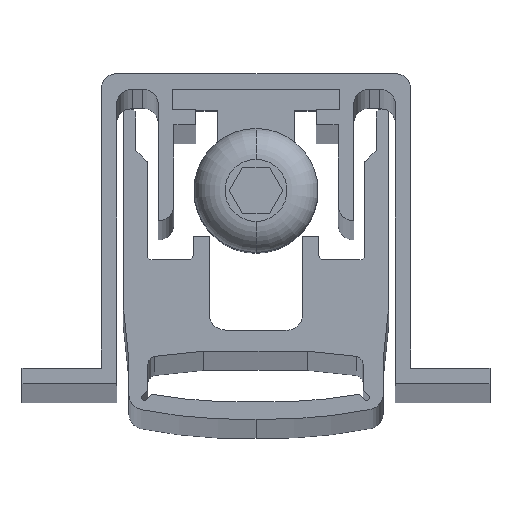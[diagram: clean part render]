
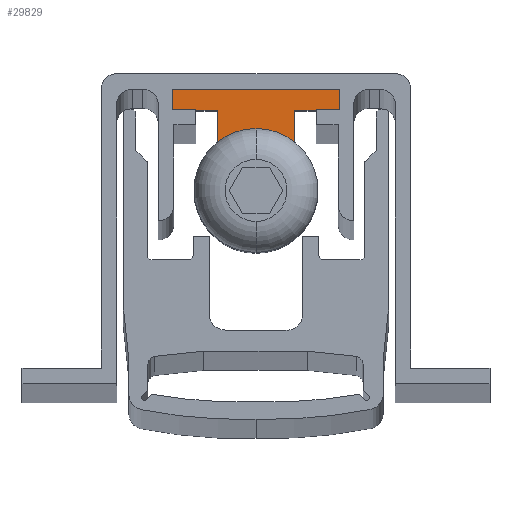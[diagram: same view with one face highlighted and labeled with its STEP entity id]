
A CAD part, top view. The second image highlights one B-rep face of the part: STEP entity #29829.
In plain terms, the highlighted planar face has unit normal (0, 0, 1).
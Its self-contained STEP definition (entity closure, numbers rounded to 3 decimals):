
#565 = DIRECTION ( 'NONE',  ( 0., 1., 0. ) ) ;
#1706 = ORIENTED_EDGE ( 'NONE', *, *, #12976, .T. ) ;
#2188 = VECTOR ( 'NONE', #13856, 1000. ) ;
#2693 = CARTESIAN_POINT ( 'NONE',  ( 5.4, 6.55, -1. ) ) ;
#3050 = CARTESIAN_POINT ( 'NONE',  ( -5.4, 6.55, -1. ) ) ;
#4487 = DIRECTION ( 'NONE',  ( 0., 1., 0. ) ) ;
#4520 = VECTOR ( 'NONE', #565, 1000. ) ;
#4535 = VERTEX_POINT ( 'NONE', #31237 ) ;
#4755 = VERTEX_POINT ( 'NONE', #3050 ) ;
#5025 = DIRECTION ( 'NONE',  ( 0., 1., 0. ) ) ;
#5945 = LINE ( 'NONE', #6303, #2188 ) ;
#5965 = CARTESIAN_POINT ( 'NONE',  ( 0., 0., -1. ) ) ;
#6224 = VECTOR ( 'NONE', #20873, 1000. ) ;
#6303 = CARTESIAN_POINT ( 'NONE',  ( 2.5, 6.55, -1. ) ) ;
#6888 = LINE ( 'NONE', #34295, #28021 ) ;
#7706 = CARTESIAN_POINT ( 'NONE',  ( 0., 0., -1. ) ) ;
#7944 = ORIENTED_EDGE ( 'NONE', *, *, #12144, .F. ) ;
#8301 = ORIENTED_EDGE ( 'NONE', *, *, #18564, .F. ) ;
#8731 = CARTESIAN_POINT ( 'NONE',  ( -2.5, 5.25, -1. ) ) ;
#8823 = ORIENTED_EDGE ( 'NONE', *, *, #33781, .F. ) ;
#8902 = DIRECTION ( 'NONE',  ( 0., 0., 1. ) ) ;
#9582 = CARTESIAN_POINT ( 'NONE',  ( 5.4, 5.25, -1. ) ) ;
#9711 = VECTOR ( 'NONE', #14265, 1000. ) ;
#10172 = CIRCLE ( 'NONE', #16482, 2.5 ) ;
#10762 = DIRECTION ( 'NONE',  ( 1., 0., 0. ) ) ;
#11203 = CARTESIAN_POINT ( 'NONE',  ( 2.5, 0., -1. ) ) ;
#11412 = ORIENTED_EDGE ( 'NONE', *, *, #25597, .T. ) ;
#11534 = DIRECTION ( 'NONE',  ( 0., -1., 0. ) ) ;
#12144 = EDGE_CURVE ( 'NONE', #4535, #32240, #6888, .T. ) ;
#12976 = EDGE_CURVE ( 'NONE', #4755, #27524, #22328, .T. ) ;
#13114 = LINE ( 'NONE', #2693, #19619 ) ;
#13792 = AXIS2_PLACEMENT_3D ( 'NONE', #7706, #17958, #4487 ) ;
#13856 = DIRECTION ( 'NONE',  ( 1., 0., 0. ) ) ;
#14265 = DIRECTION ( 'NONE',  ( 0., -1., 0. ) ) ;
#14368 = CARTESIAN_POINT ( 'NONE',  ( 5.4, 6.55, -1. ) ) ;
#14396 = CARTESIAN_POINT ( 'NONE',  ( 0., 2.5, -1. ) ) ;
#14818 = CARTESIAN_POINT ( 'NONE',  ( -2.5, 0., -1. ) ) ;
#14965 = CARTESIAN_POINT ( 'NONE',  ( -5.4, 5.25, -1. ) ) ;
#15038 = VECTOR ( 'NONE', #10762, 1000. ) ;
#15806 = LINE ( 'NONE', #32453, #15038 ) ;
#16482 = AXIS2_PLACEMENT_3D ( 'NONE', #22710, #8902, #22172 ) ;
#16562 = AXIS2_PLACEMENT_3D ( 'NONE', #5965, #33031, #11534 ) ;
#16922 = CARTESIAN_POINT ( 'NONE',  ( -5.4, 5.25, -1. ) ) ;
#17958 = DIRECTION ( 'NONE',  ( 0., 0., -1. ) ) ;
#18321 = EDGE_CURVE ( 'NONE', #4535, #28380, #31785, .T. ) ;
#18564 = EDGE_CURVE ( 'NONE', #20844, #30996, #25121, .T. ) ;
#19323 = VERTEX_POINT ( 'NONE', #14368 ) ;
#19619 = VECTOR ( 'NONE', #5025, 1000. ) ;
#20053 = EDGE_CURVE ( 'NONE', #32240, #22803, #31993, .T. ) ;
#20844 = VERTEX_POINT ( 'NONE', #14818 ) ;
#20873 = DIRECTION ( 'NONE',  ( 1., 0., 0. ) ) ;
#22172 = DIRECTION ( 'NONE',  ( 0., -1., 0. ) ) ;
#22328 = LINE ( 'NONE', #27710, #9711 ) ;
#22710 = CARTESIAN_POINT ( 'NONE',  ( 0., 0., -1. ) ) ;
#22803 = VERTEX_POINT ( 'NONE', #14396 ) ;
#23029 = DIRECTION ( 'NONE',  ( 0., -1., 0. ) ) ;
#23501 = ORIENTED_EDGE ( 'NONE', *, *, #18321, .T. ) ;
#24433 = ORIENTED_EDGE ( 'NONE', *, *, #25571, .T. ) ;
#25121 = LINE ( 'NONE', #30514, #4520 ) ;
#25571 = EDGE_CURVE ( 'NONE', #27524, #30996, #15806, .T. ) ;
#25597 = EDGE_CURVE ( 'NONE', #28380, #19323, #13114, .T. ) ;
#25974 = EDGE_LOOP ( 'NONE', ( #7944, #23501, #11412, #8823, #1706, #24433, #8301, #27469, #34554 ) ) ;
#26542 = FACE_OUTER_BOUND ( 'NONE', #25974, .T. ) ;
#27469 = ORIENTED_EDGE ( 'NONE', *, *, #33168, .F. ) ;
#27524 = VERTEX_POINT ( 'NONE', #16922 ) ;
#27710 = CARTESIAN_POINT ( 'NONE',  ( -5.4, 6.55, -1. ) ) ;
#28021 = VECTOR ( 'NONE', #23029, 1000. ) ;
#28380 = VERTEX_POINT ( 'NONE', #9582 ) ;
#29829 = ADVANCED_FACE ( 'NONE', ( #26542 ), #32266, .F. ) ;
#30514 = CARTESIAN_POINT ( 'NONE',  ( -2.5, 0., -1. ) ) ;
#30996 = VERTEX_POINT ( 'NONE', #8731 ) ;
#31237 = CARTESIAN_POINT ( 'NONE',  ( 2.5, 5.25, -1. ) ) ;
#31785 = LINE ( 'NONE', #14965, #6224 ) ;
#31993 = CIRCLE ( 'NONE', #16562, 2.5 ) ;
#32240 = VERTEX_POINT ( 'NONE', #11203 ) ;
#32266 = PLANE ( 'NONE',  #13792 ) ;
#32453 = CARTESIAN_POINT ( 'NONE',  ( -5.4, 5.25, -1. ) ) ;
#33031 = DIRECTION ( 'NONE',  ( 0., 0., 1. ) ) ;
#33168 = EDGE_CURVE ( 'NONE', #22803, #20844, #10172, .T. ) ;
#33781 = EDGE_CURVE ( 'NONE', #4755, #19323, #5945, .T. ) ;
#34295 = CARTESIAN_POINT ( 'NONE',  ( 2.5, 0., -1. ) ) ;
#34554 = ORIENTED_EDGE ( 'NONE', *, *, #20053, .F. ) ;
